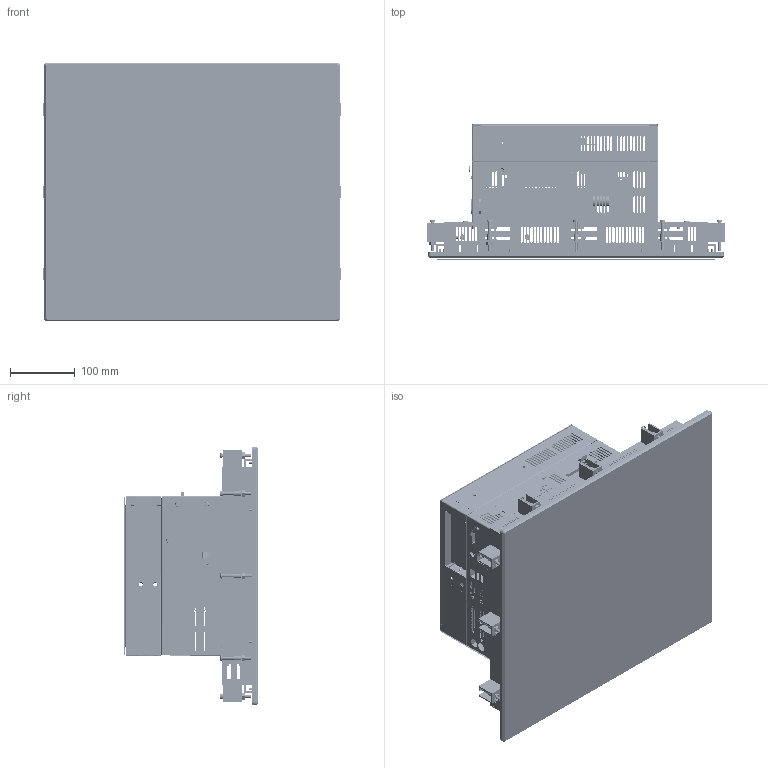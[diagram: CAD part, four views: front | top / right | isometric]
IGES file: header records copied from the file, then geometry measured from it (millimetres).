
Start section:  PTC IGES file: back_assy_830_sw0007.igs
Global section: file name: back_assy_830_sw0007.igs; native system: Pro/ENGINEER by Parametric Technology Corporation; preprocessor: 2004130; author: srollman; organization: Unknown; date: 070403.153645; units: inch
Bounding box: 458.22 x 209.07 x 398.78 mm (x, y, z)
Surface area: 2049486.2 mm2 (no closed solid volume)
Topology: 0 solids, 0 shells, 1466 faces, 16704 edges, 16697 vertices
Faces by surface type: bspline 1064, revolution 402
